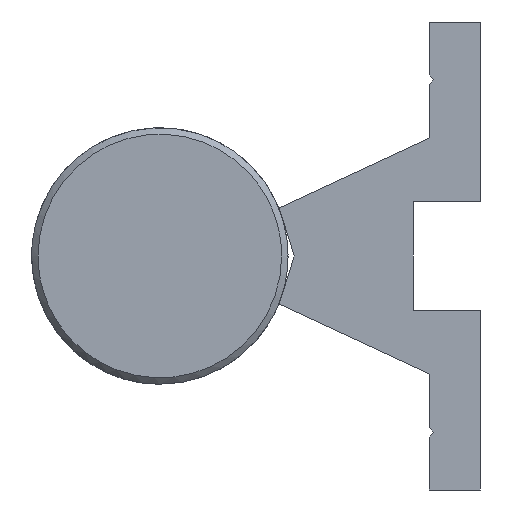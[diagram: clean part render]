
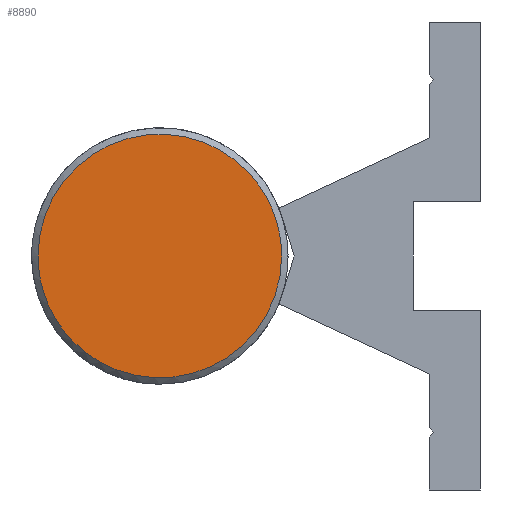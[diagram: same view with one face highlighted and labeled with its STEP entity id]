
A CAD part, left-side view. The second image highlights one B-rep face of the part: STEP entity #8890.
In plain terms, the highlighted free-form (B-spline) face has degree [1, 1] with [2, 2] control points.
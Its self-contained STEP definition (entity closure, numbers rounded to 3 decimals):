
#8370 = CARTESIAN_POINT ('', (0., 69., 0.));
#8380 = VERTEX_POINT ('', #8370);
#8440 = CARTESIAN_POINT ('', (0., 31., 0.));
#8450 = VERTEX_POINT ('', #8440);
#8460 = CARTESIAN_POINT ('', (0., 69., 0.));
#8470 = CARTESIAN_POINT ('', (0., 69., 38.));
#8480 = CARTESIAN_POINT ('', (0., 31., 38.));
#8490 = CARTESIAN_POINT ('', (0., 31., 0.));
#8500 = (
   BOUNDED_CURVE ()
   B_SPLINE_CURVE (3, (#8460, #8470, #8480, #8490), .UNSPECIFIED., .F., .U.)
   B_SPLINE_CURVE_WITH_KNOTS ((4, 4), (0., 1.), .UNSPECIFIED.)
   CURVE ()
   GEOMETRIC_REPRESENTATION_ITEM ()
   RATIONAL_B_SPLINE_CURVE ((1., 0.333, 0.333, 1.))
   REPRESENTATION_ITEM ('')
);
#8510 = EDGE_CURVE ('', #8380, #8450, #8500, .T.);
#8530 = CARTESIAN_POINT ('', (0., 31., 0.));
#8540 = CARTESIAN_POINT ('', (0., 31., -38.));
#8550 = CARTESIAN_POINT ('', (0., 69., -38.));
#8560 = CARTESIAN_POINT ('', (0., 69., 0.));
#8570 = (
   BOUNDED_CURVE ()
   B_SPLINE_CURVE (3, (#8530, #8540, #8550, #8560), .UNSPECIFIED., .F., .U.)
   B_SPLINE_CURVE_WITH_KNOTS ((4, 4), (0., 1.), .UNSPECIFIED.)
   CURVE ()
   GEOMETRIC_REPRESENTATION_ITEM ()
   RATIONAL_B_SPLINE_CURVE ((1., 0.333, 0.333, 1.))
   REPRESENTATION_ITEM ('')
);
#8580 = EDGE_CURVE ('', #8450, #8380, #8570, .T.);
#8800 = ORIENTED_EDGE ('', *, *, #8580, .F.);
#8810 = ORIENTED_EDGE ('', *, *, #8510, .F.);
#8820 = EDGE_LOOP ('', (#8800, #8810));
#8830 = FACE_OUTER_BOUND ('', #8820, .T.);
#8840 = CARTESIAN_POINT ('', (0., 30.772, 19.228));
#8850 = CARTESIAN_POINT ('', (0., 30.772, -19.228));
#8860 = CARTESIAN_POINT ('', (0., 69.228, 19.228));
#8870 = CARTESIAN_POINT ('', (0., 69.228, -19.228));
#8880 = B_SPLINE_SURFACE_WITH_KNOTS ('', 1, 1, ((#8840, #8850), (#8860, #8870)), .UNSPECIFIED., .F., .F., .U., (2, 2), (2, 2), (0., 1.), (0., 1.), .UNSPECIFIED.);
#8890 = ADVANCED_FACE ('', (#8830), #8880, .T.);
